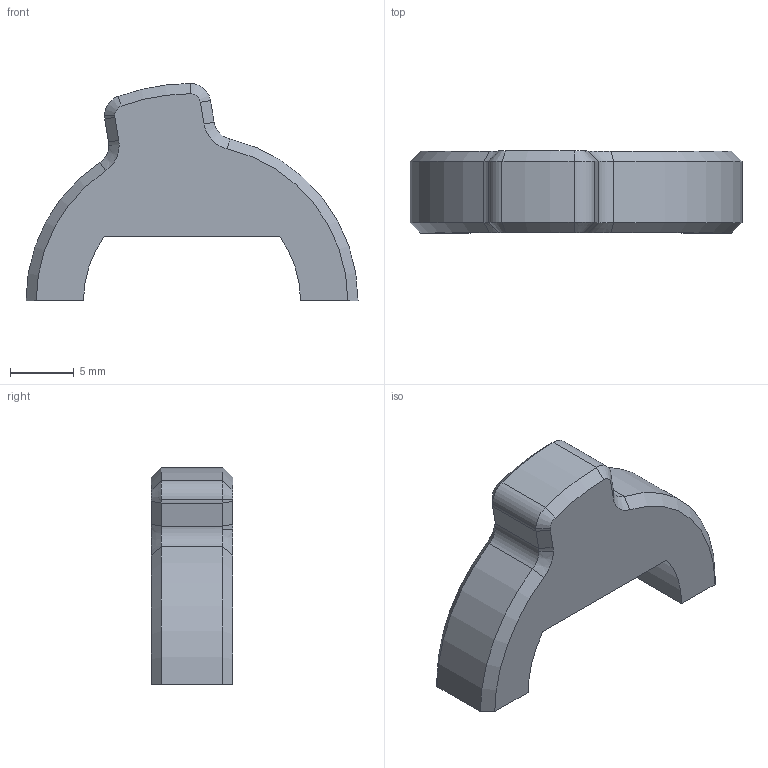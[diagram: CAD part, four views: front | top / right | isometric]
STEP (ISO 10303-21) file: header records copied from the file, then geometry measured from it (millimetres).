
FILE_DESCRIPTION(('HOOPS Exchange Step'),'2;1');
FILE_NAME('temp_export','2021-03-17T23:09:16+20:00',('poastoast'),('Shapr3D Limited'),'HOOPS Exchange 2020.2','Shapr3D','Authorized');
FILE_SCHEMA( ('AP203_CONFIGURATION_CONTROLLED_3D_DESIGN_OF_MECHANICAL_PARTS_AND_ASSEMBLIES_MIM_LF') );
Length unit declared in the file: millimetre
Products named in the file (1): 53D93154-DF56-465A-A43A-5FE6C43521E1.tmp
Bounding box: 26 x 6.4 x 17 mm (x, y, z)
Volume: 1303.5 mm3; surface area: 989.7 mm2
Topology: 1 solids, 1 shells, 42 faces, 100 edges, 61 vertices
Faces by surface type: plane 16, cone 16, cylinder 10
Entity records: 1229 total; most frequent: DIRECTION 223, CARTESIAN_POINT 204, ORIENTED_EDGE 200, EDGE_CURVE 100, AXIS2_PLACEMENT_3D 80, VECTOR 63, LINE 63, VERTEX_POINT 61
